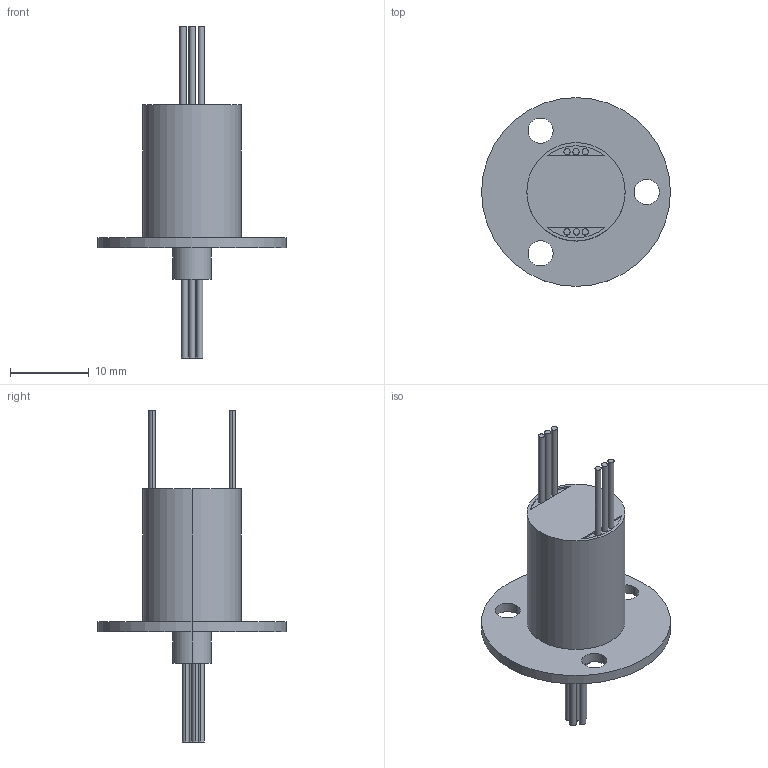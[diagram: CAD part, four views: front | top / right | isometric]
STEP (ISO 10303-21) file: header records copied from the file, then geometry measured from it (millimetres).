
FILE_DESCRIPTION (( 'STEP AP203' ), '1' );
FILE_NAME ('MMC182.STEP', '2020-07-10T07:24:25', ( '微软用户' ), ( '微软中国' ), 'SwSTEP 2.0', 'SolidWorks 2014', '' );
FILE_SCHEMA (( 'CONFIG_CONTROL_DESIGN' ));
Length unit declared in the file: millimetre
Products named in the file (1): MMC182
Bounding box: 24 x 24 x 42.2 mm (x, y, z)
Volume: 2759.6 mm3; surface area: 2093.6 mm2
Topology: 1 solids, 1 shells, 67 faces, 138 edges, 92 vertices
Faces by surface type: cylinder 44, plane 23
Entity records: 1909 total; most frequent: DIRECTION 362, CARTESIAN_POINT 298, ORIENTED_EDGE 276, AXIS2_PLACEMENT_3D 156, EDGE_CURVE 138, EDGE_LOOP 92, VERTEX_POINT 92, CIRCLE 88
